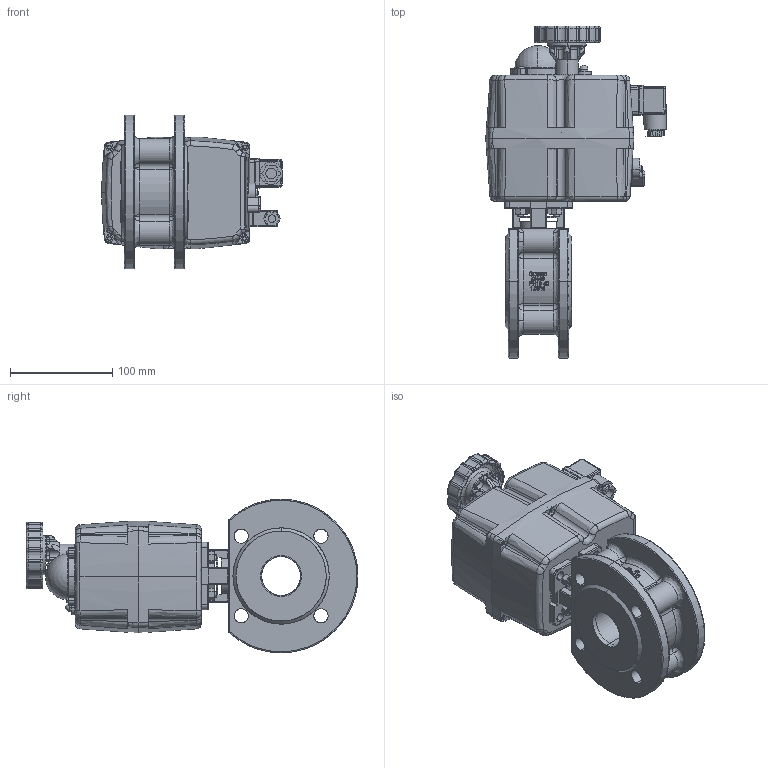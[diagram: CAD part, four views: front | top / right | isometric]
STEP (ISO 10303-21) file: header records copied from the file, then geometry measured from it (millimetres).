
FILE_DESCRIPTION (( 'STEP AP214' ), '1' );
FILE_NAME ('EK06_DN40 (EK06000007).STEP', '2022-05-12T09:31:54', ( '' ), ( '' ), 'SwSTEP 2.0', 'SolidWorks 2021', '' );
FILE_SCHEMA (( 'AUTOMOTIVE_DESIGN' ));
Length unit declared in the file: metre
Products named in the file (1): EK06_DN40 (EK06000007)
Bounding box: 176.14 x 324 x 150 mm (x, y, z)
Surface area: 217783.1 mm2 (no closed solid volume)
Topology: 0 solids, 297 shells, 1452 faces, 5775 edges, 4483 vertices
Faces by surface type: cylinder 506, plane 373, torus 268, bspline 194, cone 98, sphere 13
Entity records: 114819 total; most frequent: CARTESIAN_POINT 54142, DIRECTION 8880, ORIENTED_EDGE 8092, EDGE_CURVE 5722, VERTEX_POINT 4482, AXIS2_PLACEMENT_3D 3446, CIRCLE 2187, LINE 1988
